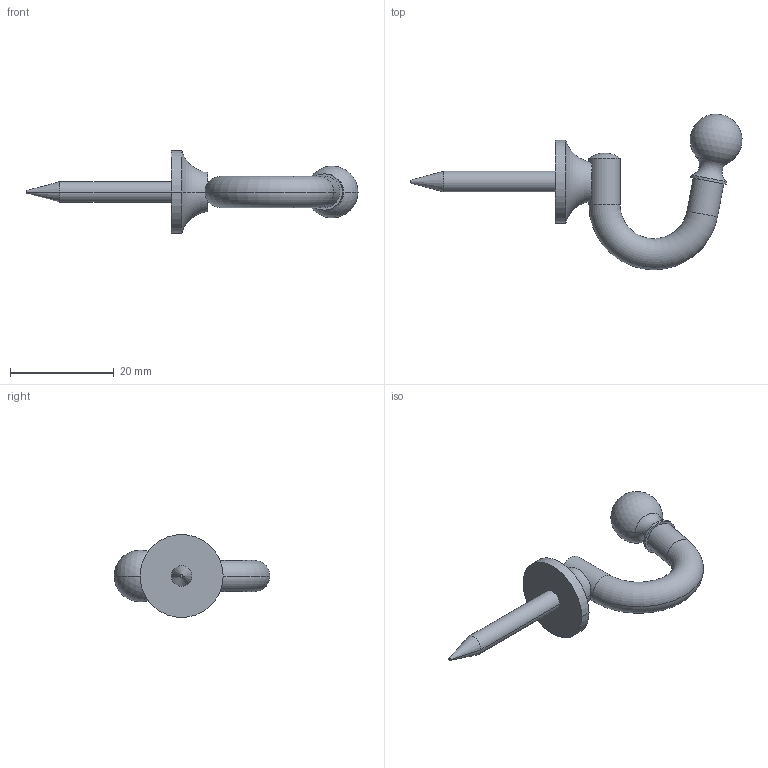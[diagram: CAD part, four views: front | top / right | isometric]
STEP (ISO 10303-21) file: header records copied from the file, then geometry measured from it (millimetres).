
FILE_DESCRIPTION(('Creo Elements/Direct Modeling STEP Export'),'2;1');
FILE_NAME('584-30.stp','2017-09-19T11:54:58',(''),(''),'Creo Elements/Direct Modeling STEP processor for AP214 (Solid Model)','Creo Elements/Direct Modeling 20.0 12-Nov-2016 (C) Parametric Technology GmbH','');
FILE_SCHEMA(('AUTOMOTIVE_DESIGN { 1 0 10303 214 1 1 1 1 }'));
Length unit declared in the file: millimetre
Products named in the file (1): 584-30
Bounding box: 63.99 x 30 x 16 mm (x, y, z)
Volume: 2955.5 mm3; surface area: 2059.8 mm2
Topology: 1 solids, 1 shells, 27 faces, 59 edges, 32 vertices
Faces by surface type: cylinder 10, torus 6, plane 5, sphere 4, cone 2
Entity records: 825 total; most frequent: CARTESIAN_POINT 268, DIRECTION 114, ORIENTED_EDGE 110, EDGE_CURVE 55, AXIS2_PLACEMENT_3D 50, VERTEX_POINT 32, EDGE_LOOP 29, FACE_OUTER_BOUND 27
